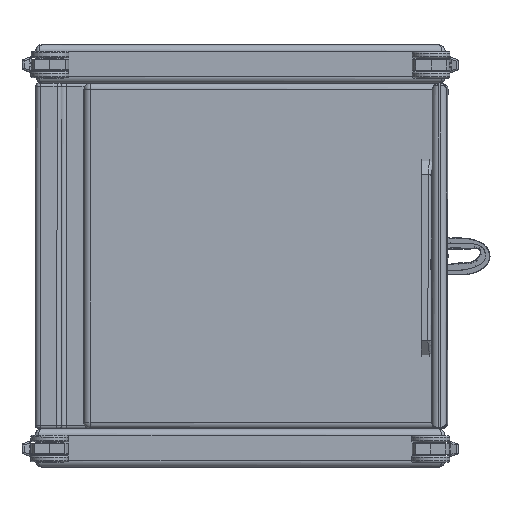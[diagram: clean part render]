
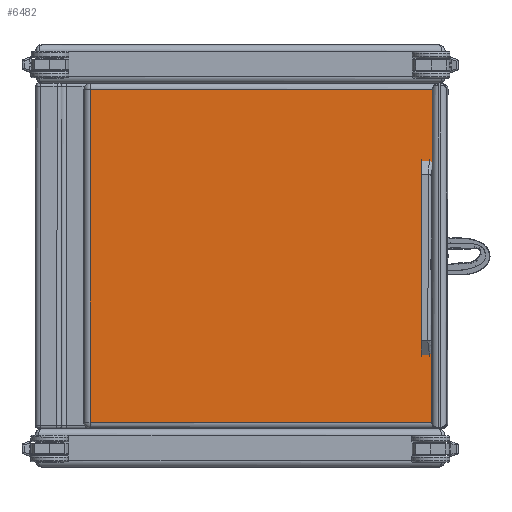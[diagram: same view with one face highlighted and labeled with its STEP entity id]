
A CAD part, front view. The second image highlights one B-rep face of the part: STEP entity #6482.
In plain terms, the highlighted face is planar.
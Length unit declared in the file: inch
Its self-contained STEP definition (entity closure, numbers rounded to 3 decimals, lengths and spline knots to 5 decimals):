
#282=B_SPLINE_CURVE_WITH_KNOTS('',3,(#12565,#12566,#12567,#12568,#12569,
#12570,#12571),.UNSPECIFIED.,.F.,.F.,(4,1,1,1,4),(0.00705,23.5929,
25.95149,28.31007,66.04744),.UNSPECIFIED.);
#498=PLANE('',#7294);
#708=LINE('',#12542,#1055);
#711=LINE('',#12561,#1058);
#712=LINE('',#12572,#1059);
#1055=VECTOR('',#8732,0.3937);
#1058=VECTOR('',#8759,0.3937);
#1059=VECTOR('',#8764,0.3937);
#1636=FACE_OUTER_BOUND('',#2098,.T.);
#2098=EDGE_LOOP('',(#5227,#5228,#5229,#5230));
#3096=VERTEX_POINT('',#12537);
#3097=VERTEX_POINT('',#12540);
#3101=VERTEX_POINT('',#12560);
#3102=VERTEX_POINT('',#12564);
#3847=EDGE_CURVE('',#3097,#3096,#708,.T.);
#3856=EDGE_CURVE('',#3096,#3101,#711,.T.);
#3858=EDGE_CURVE('',#3102,#3097,#282,.T.);
#3859=EDGE_CURVE('',#3101,#3102,#712,.T.);
#5227=ORIENTED_EDGE('',*,*,#3847,.F.);
#5228=ORIENTED_EDGE('',*,*,#3858,.F.);
#5229=ORIENTED_EDGE('',*,*,#3859,.F.);
#5230=ORIENTED_EDGE('',*,*,#3856,.F.);
#6482=ADVANCED_FACE('',(#1636),#498,.T.);
#7294=AXIS2_PLACEMENT_3D('',#12563,#8762,#8763);
#8732=DIRECTION('',(1.,0.,0.));
#8759=DIRECTION('',(0.,1.,0.));
#8762=DIRECTION('center_axis',(0.,0.,-1.));
#8763=DIRECTION('ref_axis',(-1.,0.,0.));
#8764=DIRECTION('',(-1.,0.,0.));
#12537=CARTESIAN_POINT('',(13.625,-12.875,-2.5));
#12540=CARTESIAN_POINT('',(-13.73644,-12.875,-2.5));
#12542=CARTESIAN_POINT('',(-7.0625,-12.875,-2.5));
#12560=CARTESIAN_POINT('',(13.625,13.125,-2.5));
#12561=CARTESIAN_POINT('',(13.625,-6.5625,-2.5));
#12563=CARTESIAN_POINT('Origin',(0.,0.,-2.5));
#12564=CARTESIAN_POINT('',(-13.73783,13.125,-2.5));
#12565=CARTESIAN_POINT('Ctrl Pts',(-13.73783,13.125,-2.5));
#12566=CARTESIAN_POINT('Ctrl Pts',(-13.72057,10.02979,-2.5));
#12567=CARTESIAN_POINT('Ctrl Pts',(-13.70576,6.62504,-2.5));
#12568=CARTESIAN_POINT('Ctrl Pts',(-13.69962,2.91073,-2.5));
#12569=CARTESIAN_POINT('Ctrl Pts',(-13.69192,-2.66073,
-2.5));
#12570=CARTESIAN_POINT('Ctrl Pts',(-13.70915,-7.92266,
-2.5));
#12571=CARTESIAN_POINT('Ctrl Pts',(-13.73644,-12.875,
-2.5));
#12572=CARTESIAN_POINT('',(7.0625,13.125,-2.5));
